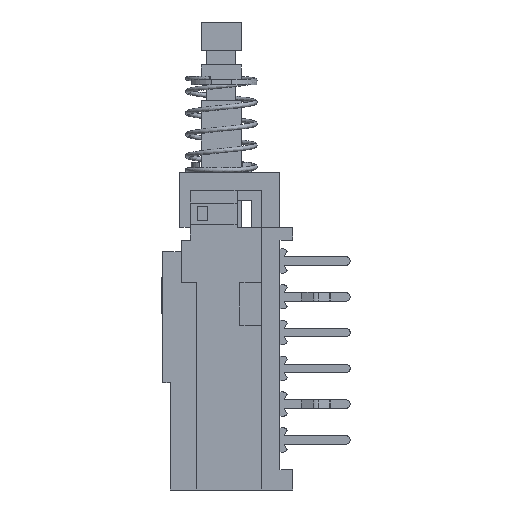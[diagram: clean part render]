
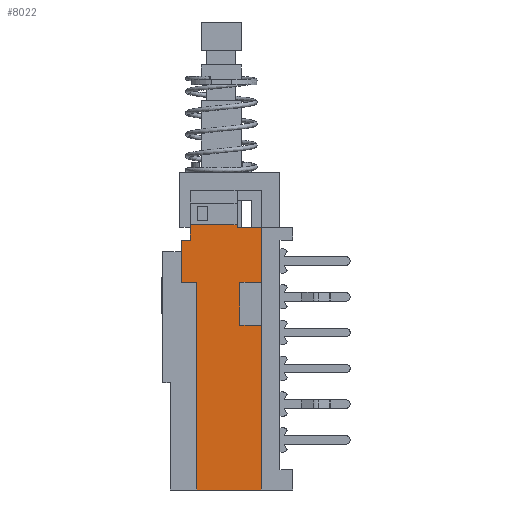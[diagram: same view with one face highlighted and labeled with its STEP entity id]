
A CAD part, left-side view. The second image highlights one B-rep face of the part: STEP entity #8022.
In plain terms, the highlighted planar face has unit normal (-1, 0, 0).
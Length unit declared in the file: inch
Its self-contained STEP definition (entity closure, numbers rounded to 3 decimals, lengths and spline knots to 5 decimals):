
#7837=CARTESIAN_POINT('',(-0.1437,0.11024,-0.17323));
#7838=VERTEX_POINT('',#7837);
#7847=CARTESIAN_POINT('',(-0.1437,0.08547,-0.17323));
#7848=VERTEX_POINT('',#7847);
#7849=CARTESIAN_POINT('',(-0.1437,0.08547,-0.17323));
#7850=DIRECTION('',(0.0,1.0,0.0));
#7851=VECTOR('',#7850,0.02476);
#7852=LINE('',#7849,#7851);
#7853=EDGE_CURVE('',#7848,#7838,#7852,.T.);
#7912=CARTESIAN_POINT('',(-0.1437,-0.12126,-0.89675));
#7913=DIRECTION('',(-1.0,0.0,0.0));
#7914=DIRECTION('',(0.0,0.0,1.0));
#7915=AXIS2_PLACEMENT_3D('',#7912,#7913,#7914);
#7916=PLANE('',#7915);
#7917=CARTESIAN_POINT('',(-0.1437,0.08547,-0.12992));
#7918=VERTEX_POINT('',#7917);
#7919=CARTESIAN_POINT('',(-0.1437,0.08547,-0.12992));
#7920=DIRECTION('',(0.0,0.0,-1.0));
#7921=VECTOR('',#7920,0.04331);
#7922=LINE('',#7919,#7921);
#7923=EDGE_CURVE('',#7918,#7848,#7922,.T.);
#7924=ORIENTED_EDGE('',*,*,#7923,.T.);
#7925=ORIENTED_EDGE('',*,*,#7853,.T.);
#7926=CARTESIAN_POINT('',(-0.1437,0.11024,-0.28937));
#7927=VERTEX_POINT('',#7926);
#7928=CARTESIAN_POINT('',(-0.1437,0.11024,-0.17323));
#7929=DIRECTION('',(0.0,0.0,-1.0));
#7930=VECTOR('',#7929,0.11614);
#7931=LINE('',#7928,#7930);
#7932=EDGE_CURVE('',#7838,#7927,#7931,.T.);
#7933=ORIENTED_EDGE('',*,*,#7932,.T.);
#7934=CARTESIAN_POINT('',(-0.1437,0.06693,-0.28937));
#7935=VERTEX_POINT('',#7934);
#7936=CARTESIAN_POINT('',(-0.1437,0.06693,-0.28937));
#7937=DIRECTION('',(0.0,1.0,0.0));
#7938=VECTOR('',#7937,0.04331);
#7939=LINE('',#7936,#7938);
#7940=EDGE_CURVE('',#7935,#7927,#7939,.T.);
#7941=ORIENTED_EDGE('',*,*,#7940,.F.);
#7942=CARTESIAN_POINT('',(-0.1437,0.06693,-0.86024));
#7943=VERTEX_POINT('',#7942);
#7944=CARTESIAN_POINT('',(-0.1437,0.06693,-0.28937));
#7945=DIRECTION('',(0.0,0.0,-1.0));
#7946=VECTOR('',#7945,0.57087);
#7947=LINE('',#7944,#7946);
#7948=EDGE_CURVE('',#7935,#7943,#7947,.T.);
#7949=ORIENTED_EDGE('',*,*,#7948,.T.);
#7950=CARTESIAN_POINT('',(-0.1437,-0.11024,-0.86024));
#7951=VERTEX_POINT('',#7950);
#7952=CARTESIAN_POINT('',(-0.1437,-0.11024,-0.86024));
#7953=DIRECTION('',(0.0,1.0,0.0));
#7954=VECTOR('',#7953,0.17717);
#7955=LINE('',#7952,#7954);
#7956=EDGE_CURVE('',#7951,#7943,#7955,.T.);
#7957=ORIENTED_EDGE('',*,*,#7956,.F.);
#7958=CARTESIAN_POINT('',(-0.1437,-0.11024,-0.40748));
#7959=VERTEX_POINT('',#7958);
#7960=CARTESIAN_POINT('',(-0.1437,-0.11024,-0.86024));
#7961=DIRECTION('',(0.0,0.0,1.0));
#7962=VECTOR('',#7961,0.45276);
#7963=LINE('',#7960,#7962);
#7964=EDGE_CURVE('',#7951,#7959,#7963,.T.);
#7965=ORIENTED_EDGE('',*,*,#7964,.T.);
#7966=CARTESIAN_POINT('',(-0.1437,-0.05118,-0.40748));
#7967=VERTEX_POINT('',#7966);
#7968=CARTESIAN_POINT('',(-0.1437,-0.11024,-0.40748));
#7969=DIRECTION('',(0.0,1.0,0.0));
#7970=VECTOR('',#7969,0.05906);
#7971=LINE('',#7968,#7970);
#7972=EDGE_CURVE('',#7959,#7967,#7971,.T.);
#7973=ORIENTED_EDGE('',*,*,#7972,.T.);
#7974=CARTESIAN_POINT('',(-0.1437,-0.05118,-0.28937));
#7975=VERTEX_POINT('',#7974);
#7976=CARTESIAN_POINT('',(-0.1437,-0.05118,-0.40748));
#7977=DIRECTION('',(0.0,0.0,1.0));
#7978=VECTOR('',#7977,0.11811);
#7979=LINE('',#7976,#7978);
#7980=EDGE_CURVE('',#7967,#7975,#7979,.T.);
#7981=ORIENTED_EDGE('',*,*,#7980,.T.);
#7982=CARTESIAN_POINT('',(-0.1437,-0.11024,-0.28937));
#7983=VERTEX_POINT('',#7982);
#7984=CARTESIAN_POINT('',(-0.1437,-0.05118,-0.28937));
#7985=DIRECTION('',(0.0,-1.0,0.0));
#7986=VECTOR('',#7985,0.05906);
#7987=LINE('',#7984,#7986);
#7988=EDGE_CURVE('',#7975,#7983,#7987,.T.);
#7989=ORIENTED_EDGE('',*,*,#7988,.T.);
#7990=CARTESIAN_POINT('',(-0.1437,-0.11024,-0.1378));
#7991=VERTEX_POINT('',#7990);
#7992=CARTESIAN_POINT('',(-0.1437,-0.11024,-0.28937));
#7993=DIRECTION('',(0.0,0.0,1.0));
#7994=VECTOR('',#7993,0.15157);
#7995=LINE('',#7992,#7994);
#7996=EDGE_CURVE('',#7983,#7991,#7995,.T.);
#7997=ORIENTED_EDGE('',*,*,#7996,.T.);
#7998=CARTESIAN_POINT('',(-0.1437,-0.04331,-0.1378));
#7999=VERTEX_POINT('',#7998);
#8000=CARTESIAN_POINT('',(-0.1437,-0.11024,-0.1378));
#8001=DIRECTION('',(0.0,1.0,0.0));
#8002=VECTOR('',#8001,0.06693);
#8003=LINE('',#8000,#8002);
#8004=EDGE_CURVE('',#7991,#7999,#8003,.T.);
#8005=ORIENTED_EDGE('',*,*,#8004,.T.);
#8006=CARTESIAN_POINT('',(-0.1437,-0.04331,-0.12992));
#8007=VERTEX_POINT('',#8006);
#8008=CARTESIAN_POINT('',(-0.1437,-0.04331,-0.1378));
#8009=DIRECTION('',(0.0,0.0,1.0));
#8010=VECTOR('',#8009,0.00787);
#8011=LINE('',#8008,#8010);
#8012=EDGE_CURVE('',#7999,#8007,#8011,.T.);
#8013=ORIENTED_EDGE('',*,*,#8012,.T.);
#8014=CARTESIAN_POINT('',(-0.1437,-0.04331,-0.12992));
#8015=DIRECTION('',(0.0,1.0,0.0));
#8016=VECTOR('',#8015,0.12878);
#8017=LINE('',#8014,#8016);
#8018=EDGE_CURVE('',#8007,#7918,#8017,.T.);
#8019=ORIENTED_EDGE('',*,*,#8018,.T.);
#8020=EDGE_LOOP('',(#7924,#7925,#7933,#7941,#7949,#7957,#7965,#7973,#7981,#7989,#7997,#8005,#8013,#8019));
#8021=FACE_OUTER_BOUND('',#8020,.T.);
#8022=ADVANCED_FACE('',(#8021),#7916,.T.);
